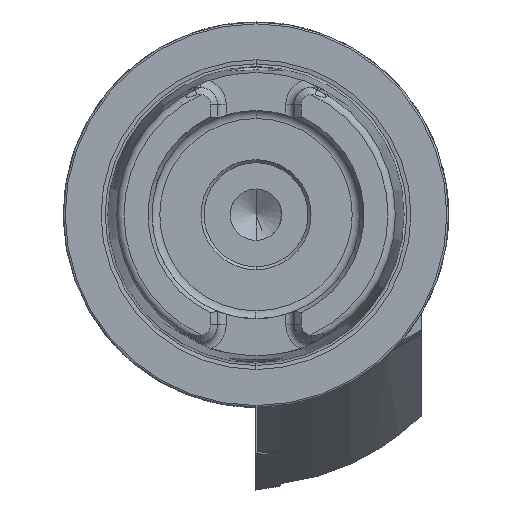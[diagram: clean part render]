
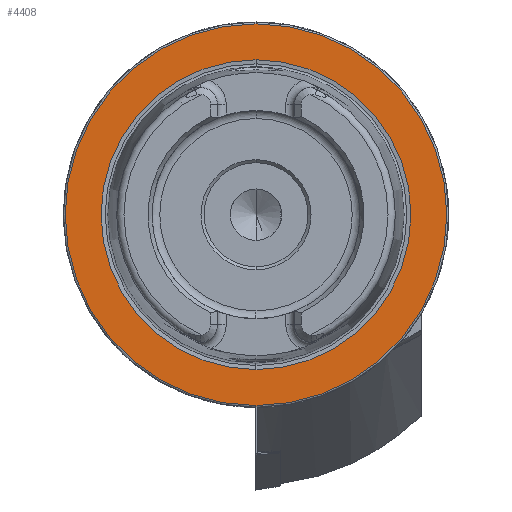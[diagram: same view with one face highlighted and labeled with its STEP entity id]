
A CAD part, left-side view. The second image highlights one B-rep face of the part: STEP entity #4408.
In plain terms, the highlighted planar face has unit normal (-1, 0, 0).
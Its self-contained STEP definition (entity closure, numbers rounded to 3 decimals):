
#160 = CARTESIAN_POINT ( 'NONE',  ( 0., 0., -25.324 ) ) ;
#165 = CARTESIAN_POINT ( 'NONE',  ( 0., 0., 25.324 ) ) ;
#167 = CARTESIAN_POINT ( 'NONE',  ( 0., 0., 31.2 ) ) ;
#168 = CARTESIAN_POINT ( 'NONE',  ( 0., 0., -31.2 ) ) ;
#3277 = AXIS2_PLACEMENT_3D ( 'NONE', #9744, #9745, #9746 ) ;
#3278 = AXIS2_PLACEMENT_3D ( 'NONE', #9747, #9748, #9749 ) ;
#3709 = AXIS2_PLACEMENT_3D ( 'NONE', #7502, #7509, #7513 ) ;
#3769 = AXIS2_PLACEMENT_3D ( 'NONE', #5915, #5931, #5927 ) ;
#3772 = AXIS2_PLACEMENT_3D ( 'NONE', #5937, #6050, #6053 ) ;
#4408 = ADVANCED_FACE ( 'NONE', ( #5679, #5677 ), #7510, .F. ) ;
#4673 = CIRCLE ( 'NONE', #3277, 31.2 ) ;
#4674 = CIRCLE ( 'NONE', #3278, 25.324 ) ;
#4785 = EDGE_CURVE ( 'NONE', #8081, #8082, #5819, .T. ) ;
#4789 = EDGE_CURVE ( 'NONE', #8074, #8079, #5822, .T. ) ;
#5473 = EDGE_LOOP ( 'NONE', ( #5589, #5590 ) ) ;
#5485 = EDGE_LOOP ( 'NONE', ( #5587, #5588 ) ) ;
#5587 = ORIENTED_EDGE ( 'NONE', *, *, #10380, .F. ) ;
#5588 = ORIENTED_EDGE ( 'NONE', *, *, #4789, .F. ) ;
#5589 = ORIENTED_EDGE ( 'NONE', *, *, #4785, .T. ) ;
#5590 = ORIENTED_EDGE ( 'NONE', *, *, #10379, .T. ) ;
#5677 = FACE_OUTER_BOUND ( 'NONE', #5473, .T. ) ;
#5679 = FACE_BOUND ( 'NONE', #5485, .T. ) ;
#5819 = CIRCLE ( 'NONE', #3769, 31.2 ) ;
#5822 = CIRCLE ( 'NONE', #3772, 25.324 ) ;
#5915 = CARTESIAN_POINT ( 'NONE',  ( 0., 0., 0. ) ) ;
#5927 = DIRECTION ( 'NONE',  ( 0., 0., 1. ) ) ;
#5931 = DIRECTION ( 'NONE',  ( -1., 0., 0. ) ) ;
#5937 = CARTESIAN_POINT ( 'NONE',  ( 0., 0., 0. ) ) ;
#6050 = DIRECTION ( 'NONE',  ( -1., 0., 0. ) ) ;
#6053 = DIRECTION ( 'NONE',  ( 0., 0., 1. ) ) ;
#7502 = CARTESIAN_POINT ( 'NONE',  ( 0., 31.2, 0. ) ) ;
#7509 = DIRECTION ( 'NONE',  ( 1., 0., 0. ) ) ;
#7510 = PLANE ( 'NONE',  #3709 ) ;
#7513 = DIRECTION ( 'NONE',  ( 0., 0., -1. ) ) ;
#8074 = VERTEX_POINT ( 'NONE', #160 ) ;
#8079 = VERTEX_POINT ( 'NONE', #165 ) ;
#8081 = VERTEX_POINT ( 'NONE', #167 ) ;
#8082 = VERTEX_POINT ( 'NONE', #168 ) ;
#9744 = CARTESIAN_POINT ( 'NONE',  ( 0., 0., 0. ) ) ;
#9745 = DIRECTION ( 'NONE',  ( -1., 0., 0. ) ) ;
#9746 = DIRECTION ( 'NONE',  ( 0., 0., 1. ) ) ;
#9747 = CARTESIAN_POINT ( 'NONE',  ( 0., 0., 0. ) ) ;
#9748 = DIRECTION ( 'NONE',  ( -1., 0., 0. ) ) ;
#9749 = DIRECTION ( 'NONE',  ( 0., 0., 1. ) ) ;
#10379 = EDGE_CURVE ( 'NONE', #8082, #8081, #4673, .T. ) ;
#10380 = EDGE_CURVE ( 'NONE', #8079, #8074, #4674, .T. ) ;
